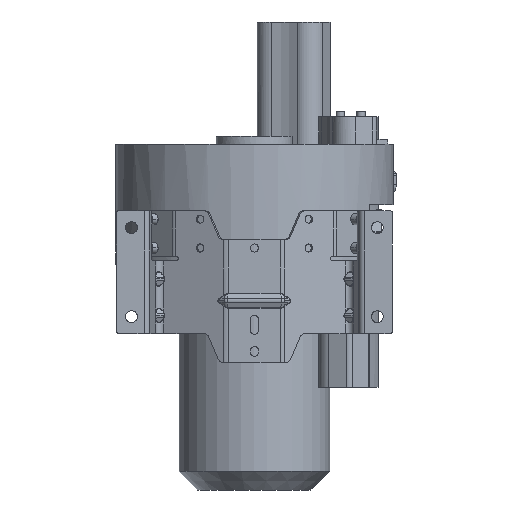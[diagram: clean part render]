
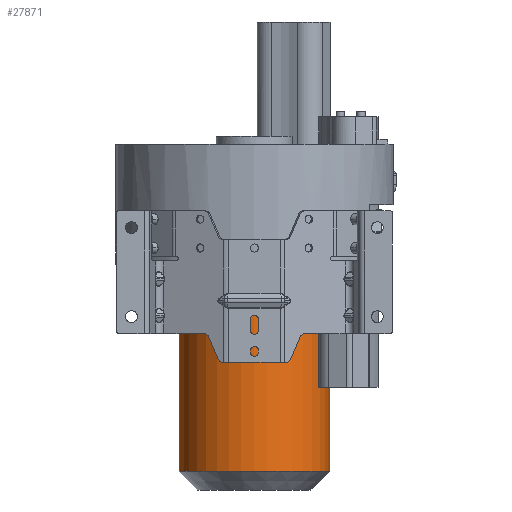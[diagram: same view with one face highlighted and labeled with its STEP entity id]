
A CAD part, front view. The second image highlights one B-rep face of the part: STEP entity #27871.
In plain terms, the highlighted cylindrical face has radius 88.7 mm (diameter 177.4 mm), a partial arc.
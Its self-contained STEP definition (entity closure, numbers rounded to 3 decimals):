
#1309 = VERTEX_POINT ( 'NONE', #14909 ) ;
#2449 = VERTEX_POINT ( 'NONE', #24336 ) ;
#3482 = ORIENTED_EDGE ( 'NONE', *, *, #28924, .T. ) ;
#3785 = CARTESIAN_POINT ( 'NONE',  ( 0., 0., -104. ) ) ;
#3804 = VECTOR ( 'NONE', #36119, 1000. ) ;
#5567 = LINE ( 'NONE', #19198, #3804 ) ;
#6533 = FACE_OUTER_BOUND ( 'NONE', #20817, .T. ) ;
#8036 = CARTESIAN_POINT ( 'NONE',  ( 0., 0., -104. ) ) ;
#8811 = VERTEX_POINT ( 'NONE', #9901 ) ;
#9901 = CARTESIAN_POINT ( 'NONE',  ( -88.7, 0., -104. ) ) ;
#10577 = CARTESIAN_POINT ( 'NONE',  ( -88.7, 0., -104. ) ) ;
#14909 = CARTESIAN_POINT ( 'NONE',  ( 88.7, 0., -348.5 ) ) ;
#15502 = VECTOR ( 'NONE', #21790, 1000. ) ;
#17255 = AXIS2_PLACEMENT_3D ( 'NONE', #3785, #23843, #26781 ) ;
#17770 = CYLINDRICAL_SURFACE ( 'NONE', #17255, 88.7 ) ;
#19198 = CARTESIAN_POINT ( 'NONE',  ( 88.7, 0., -104. ) ) ;
#20817 = EDGE_LOOP ( 'NONE', ( #32985, #35733, #3482, #33156 ) ) ;
#21702 = DIRECTION ( 'NONE',  ( 0., 0., 1. ) ) ;
#21790 = DIRECTION ( 'NONE',  ( 0., 0., -1. ) ) ;
#23696 = EDGE_CURVE ( 'NONE', #2449, #1309, #30797, .T. ) ;
#23843 = DIRECTION ( 'NONE',  ( 0., 0., -1. ) ) ;
#24336 = CARTESIAN_POINT ( 'NONE',  ( -88.7, 0., -348.5 ) ) ;
#24355 = AXIS2_PLACEMENT_3D ( 'NONE', #27767, #21702, #33640 ) ;
#24850 = EDGE_CURVE ( 'NONE', #8811, #34257, #35597, .T. ) ;
#26781 = DIRECTION ( 'NONE',  ( -1., 0., 0. ) ) ;
#27767 = CARTESIAN_POINT ( 'NONE',  ( 0., 0., -348.5 ) ) ;
#27871 = ADVANCED_FACE ( 'NONE', ( #6533 ), #17770, .T. ) ;
#27965 = AXIS2_PLACEMENT_3D ( 'NONE', #8036, #30462, #28100 ) ;
#28100 = DIRECTION ( 'NONE',  ( -1., 0., 0. ) ) ;
#28924 = EDGE_CURVE ( 'NONE', #8811, #2449, #35766, .T. ) ;
#30462 = DIRECTION ( 'NONE',  ( 0., 0., 1. ) ) ;
#30725 = EDGE_CURVE ( 'NONE', #34257, #1309, #5567, .T. ) ;
#30797 = CIRCLE ( 'NONE', #24355, 88.7 ) ;
#32985 = ORIENTED_EDGE ( 'NONE', *, *, #30725, .F. ) ;
#33156 = ORIENTED_EDGE ( 'NONE', *, *, #23696, .T. ) ;
#33640 = DIRECTION ( 'NONE',  ( -1., 0., 0. ) ) ;
#34257 = VERTEX_POINT ( 'NONE', #34899 ) ;
#34899 = CARTESIAN_POINT ( 'NONE',  ( 88.7, 0., -104. ) ) ;
#35597 = CIRCLE ( 'NONE', #27965, 88.7 ) ;
#35733 = ORIENTED_EDGE ( 'NONE', *, *, #24850, .F. ) ;
#35766 = LINE ( 'NONE', #10577, #15502 ) ;
#36119 = DIRECTION ( 'NONE',  ( 0., 0., -1. ) ) ;
